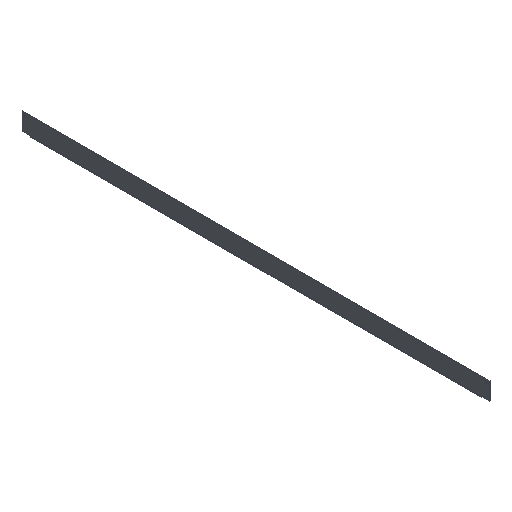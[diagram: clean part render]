
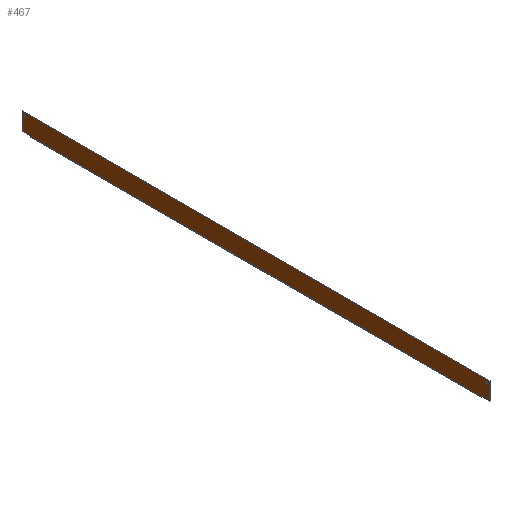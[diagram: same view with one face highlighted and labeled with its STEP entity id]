
A CAD part, isometric view. The second image highlights one B-rep face of the part: STEP entity #467.
In plain terms, the highlighted planar face has unit normal (-1, 0, 0).
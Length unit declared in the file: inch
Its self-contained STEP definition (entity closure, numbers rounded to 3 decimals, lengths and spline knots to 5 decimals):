
#13 = CARTESIAN_POINT ( 'NONE',  ( -0.057, -29.4375, 0.8125 ) ) ;
#14 = CARTESIAN_POINT ( 'NONE',  ( -0.057, -28.875, -1.031 ) ) ;
#55 = LINE ( 'NONE', #1538, #1041 ) ;
#85 = ORIENTED_EDGE ( 'NONE', *, *, #1477, .T. ) ;
#88 = EDGE_CURVE ( 'NONE', #868, #1695, #55, .T. ) ;
#117 = ORIENTED_EDGE ( 'NONE', *, *, #200, .T. ) ;
#135 = CARTESIAN_POINT ( 'NONE',  ( -0.057, 29.4375, 0.8125 ) ) ;
#146 = ORIENTED_EDGE ( 'NONE', *, *, #2087, .T. ) ;
#159 = DIRECTION ( 'NONE',  ( 0., 1., 0. ) ) ;
#167 = VERTEX_POINT ( 'NONE', #1690 ) ;
#188 = EDGE_LOOP ( 'NONE', ( #1730, #1772 ) ) ;
#192 = CARTESIAN_POINT ( 'NONE',  ( -0.057, 29.9375, -1.031 ) ) ;
#200 = EDGE_CURVE ( 'NONE', #667, #769, #1300, .T. ) ;
#212 = VECTOR ( 'NONE', #1549, 39.37008 ) ;
#252 = EDGE_CURVE ( 'NONE', #1442, #2151, #1472, .T. ) ;
#256 = DIRECTION ( 'NONE',  ( 0., -1., 0. ) ) ;
#268 = VERTEX_POINT ( 'NONE', #135 ) ;
#318 = CARTESIAN_POINT ( 'NONE',  ( -0.057, -28.875, 1.1875 ) ) ;
#322 = EDGE_CURVE ( 'NONE', #1557, #685, #1182, .T. ) ;
#330 = ORIENTED_EDGE ( 'NONE', *, *, #88, .T. ) ;
#342 = AXIS2_PLACEMENT_3D ( 'NONE', #1169, #1831, #1344 ) ;
#345 = VECTOR ( 'NONE', #1628, 39.37008 ) ;
#393 = PLANE ( 'NONE',  #730 ) ;
#415 = CARTESIAN_POINT ( 'NONE',  ( -0.057, -29.9375, 1.1875 ) ) ;
#432 = DIRECTION ( 'NONE',  ( 0., -1., 0. ) ) ;
#452 = AXIS2_PLACEMENT_3D ( 'NONE', #1396, #1221, #2045 ) ;
#465 = CARTESIAN_POINT ( 'NONE',  ( -0.057, -29.9375, -1.031 ) ) ;
#467 = ADVANCED_FACE ( 'NONE', ( #1546, #888, #557 ), #393, .T. ) ;
#508 = LINE ( 'NONE', #561, #212 ) ;
#543 = EDGE_LOOP ( 'NONE', ( #85, #1248, #1098, #117, #146, #1653, #2018, #330 ) ) ;
#557 = FACE_BOUND ( 'NONE', #943, .T. ) ;
#561 = CARTESIAN_POINT ( 'NONE',  ( -0.057, -29.9375, -1.031 ) ) ;
#584 = LINE ( 'NONE', #465, #345 ) ;
#629 = VECTOR ( 'NONE', #432, 39.37008 ) ;
#639 = LINE ( 'NONE', #2146, #664 ) ;
#664 = VECTOR ( 'NONE', #1647, 39.37008 ) ;
#667 = VERTEX_POINT ( 'NONE', #1025 ) ;
#671 = DIRECTION ( 'NONE',  ( 1., 0., 0. ) ) ;
#675 = LINE ( 'NONE', #1356, #1499 ) ;
#685 = VERTEX_POINT ( 'NONE', #981 ) ;
#730 = AXIS2_PLACEMENT_3D ( 'NONE', #415, #757, #256 ) ;
#752 = EDGE_CURVE ( 'NONE', #1363, #1156, #675, .T. ) ;
#757 = DIRECTION ( 'NONE',  ( -1., 0., 0. ) ) ;
#769 = VERTEX_POINT ( 'NONE', #1013 ) ;
#789 = DIRECTION ( 'NONE',  ( 0., 0., -1. ) ) ;
#817 = DIRECTION ( 'NONE',  ( 0., 0., -1. ) ) ;
#868 = VERTEX_POINT ( 'NONE', #1072 ) ;
#869 = AXIS2_PLACEMENT_3D ( 'NONE', #1836, #2043, #1685 ) ;
#888 = FACE_BOUND ( 'NONE', #188, .T. ) ;
#927 = CARTESIAN_POINT ( 'NONE',  ( -0.057, 29.9375, 1.1875 ) ) ;
#943 = EDGE_LOOP ( 'NONE', ( #1775, #1460 ) ) ;
#981 = CARTESIAN_POINT ( 'NONE',  ( -0.057, -29.6875, 0.8125 ) ) ;
#985 = CARTESIAN_POINT ( 'NONE',  ( -0.057, 29.5625, 0.8125 ) ) ;
#1006 = CIRCLE ( 'NONE', #342, 0.125 ) ;
#1013 = CARTESIAN_POINT ( 'NONE',  ( -0.057, 28.875, -1.1015 ) ) ;
#1025 = CARTESIAN_POINT ( 'NONE',  ( -0.057, 28.875, -1.031 ) ) ;
#1041 = VECTOR ( 'NONE', #1561, 39.37008 ) ;
#1049 = CIRCLE ( 'NONE', #452, 0.125 ) ;
#1072 = CARTESIAN_POINT ( 'NONE',  ( -0.057, -29.9375, -1.031 ) ) ;
#1098 = ORIENTED_EDGE ( 'NONE', *, *, #1593, .T. ) ;
#1110 = CARTESIAN_POINT ( 'NONE',  ( -0.057, 28.875, 1.1875 ) ) ;
#1145 = EDGE_CURVE ( 'NONE', #685, #1557, #1006, .T. ) ;
#1156 = VERTEX_POINT ( 'NONE', #192 ) ;
#1169 = CARTESIAN_POINT ( 'NONE',  ( -0.057, -29.5625, 0.8125 ) ) ;
#1182 = CIRCLE ( 'NONE', #869, 0.125 ) ;
#1220 = VECTOR ( 'NONE', #2125, 39.37008 ) ;
#1221 = DIRECTION ( 'NONE',  ( 1., 0., 0. ) ) ;
#1248 = ORIENTED_EDGE ( 'NONE', *, *, #752, .T. ) ;
#1291 = VECTOR ( 'NONE', #789, 39.37008 ) ;
#1300 = LINE ( 'NONE', #1110, #1291 ) ;
#1344 = DIRECTION ( 'NONE',  ( 0., 1., 0. ) ) ;
#1356 = CARTESIAN_POINT ( 'NONE',  ( -0.057, 29.9375, 1.1875 ) ) ;
#1363 = VERTEX_POINT ( 'NONE', #927 ) ;
#1375 = CARTESIAN_POINT ( 'NONE',  ( -0.057, -29.9375, 1.1875 ) ) ;
#1396 = CARTESIAN_POINT ( 'NONE',  ( -0.057, 29.5625, 0.8125 ) ) ;
#1442 = VERTEX_POINT ( 'NONE', #1838 ) ;
#1460 = ORIENTED_EDGE ( 'NONE', *, *, #1696, .T. ) ;
#1472 = LINE ( 'NONE', #318, #1220 ) ;
#1477 = EDGE_CURVE ( 'NONE', #1695, #1363, #639, .T. ) ;
#1499 = VECTOR ( 'NONE', #817, 39.37008 ) ;
#1538 = CARTESIAN_POINT ( 'NONE',  ( -0.057, -29.9375, 1.1875 ) ) ;
#1546 = FACE_OUTER_BOUND ( 'NONE', #543, .T. ) ;
#1549 = DIRECTION ( 'NONE',  ( 0., -1., 0. ) ) ;
#1557 = VERTEX_POINT ( 'NONE', #13 ) ;
#1558 = EDGE_CURVE ( 'NONE', #167, #268, #2073, .T. ) ;
#1561 = DIRECTION ( 'NONE',  ( 0., 0., 1. ) ) ;
#1573 = AXIS2_PLACEMENT_3D ( 'NONE', #985, #671, #159 ) ;
#1593 = EDGE_CURVE ( 'NONE', #1156, #667, #508, .T. ) ;
#1628 = DIRECTION ( 'NONE',  ( 0., -1., 0. ) ) ;
#1647 = DIRECTION ( 'NONE',  ( 0., 1., 0. ) ) ;
#1653 = ORIENTED_EDGE ( 'NONE', *, *, #252, .T. ) ;
#1685 = DIRECTION ( 'NONE',  ( 0., 1., 0. ) ) ;
#1690 = CARTESIAN_POINT ( 'NONE',  ( -0.057, 29.6875, 0.8125 ) ) ;
#1695 = VERTEX_POINT ( 'NONE', #1375 ) ;
#1696 = EDGE_CURVE ( 'NONE', #268, #167, #1049, .T. ) ;
#1730 = ORIENTED_EDGE ( 'NONE', *, *, #322, .T. ) ;
#1772 = ORIENTED_EDGE ( 'NONE', *, *, #1145, .T. ) ;
#1775 = ORIENTED_EDGE ( 'NONE', *, *, #1558, .T. ) ;
#1831 = DIRECTION ( 'NONE',  ( 1., 0., 0. ) ) ;
#1836 = CARTESIAN_POINT ( 'NONE',  ( -0.057, -29.5625, 0.8125 ) ) ;
#1838 = CARTESIAN_POINT ( 'NONE',  ( -0.057, -28.875, -1.1015 ) ) ;
#1942 = LINE ( 'NONE', #1962, #629 ) ;
#1951 = EDGE_CURVE ( 'NONE', #2151, #868, #584, .T. ) ;
#1962 = CARTESIAN_POINT ( 'NONE',  ( -0.057, -29.9375, -1.1015 ) ) ;
#2018 = ORIENTED_EDGE ( 'NONE', *, *, #1951, .T. ) ;
#2043 = DIRECTION ( 'NONE',  ( 1., 0., 0. ) ) ;
#2045 = DIRECTION ( 'NONE',  ( 0., 1., 0. ) ) ;
#2073 = CIRCLE ( 'NONE', #1573, 0.125 ) ;
#2087 = EDGE_CURVE ( 'NONE', #769, #1442, #1942, .T. ) ;
#2125 = DIRECTION ( 'NONE',  ( 0., 0., 1. ) ) ;
#2146 = CARTESIAN_POINT ( 'NONE',  ( -0.057, -29.9375, 1.1875 ) ) ;
#2151 = VERTEX_POINT ( 'NONE', #14 ) ;
